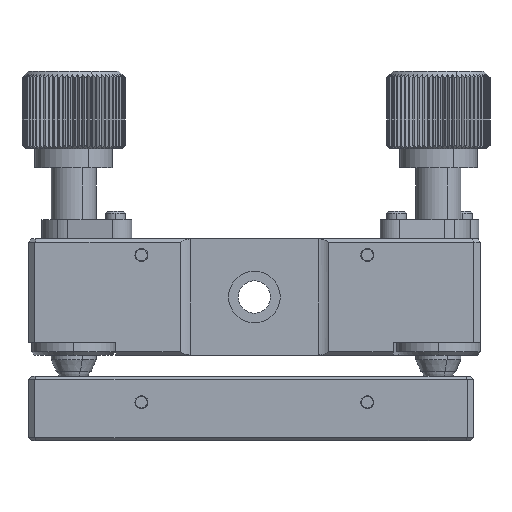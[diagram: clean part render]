
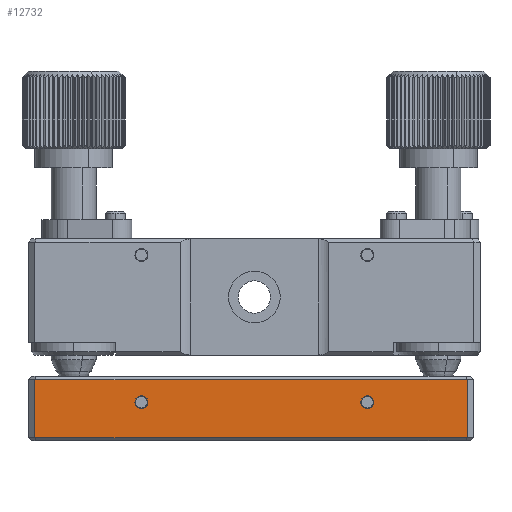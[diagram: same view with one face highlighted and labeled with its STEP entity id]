
A CAD part, left-side view. The second image highlights one B-rep face of the part: STEP entity #12732.
In plain terms, the highlighted planar face has unit normal (-1, 0, 0).
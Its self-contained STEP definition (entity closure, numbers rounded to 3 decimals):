
#1099 = VERTEX_POINT ( 'NONE', #25437 ) ;
#1580 = CARTESIAN_POINT ( 'NONE',  ( -46.393, -30.717, 57.2 ) ) ;
#1903 = AXIS2_PLACEMENT_3D ( 'NONE', #22972, #6914, #17630 ) ;
#2202 = DIRECTION ( 'NONE',  ( 0., 0., 1. ) ) ;
#2260 = CIRCLE ( 'NONE', #26894, 1. ) ;
#2407 = DIRECTION ( 'NONE',  ( 0., 0., -1. ) ) ;
#2415 = VERTEX_POINT ( 'NONE', #13975 ) ;
#2507 = VERTEX_POINT ( 'NONE', #22396 ) ;
#3127 = AXIS2_PLACEMENT_3D ( 'NONE', #13167, #29491, #2202 ) ;
#3138 = VERTEX_POINT ( 'NONE', #35104 ) ;
#4131 = VECTOR ( 'NONE', #10168, 1000. ) ;
#4878 = FACE_OUTER_BOUND ( 'NONE', #20858, .T. ) ;
#4966 = CARTESIAN_POINT ( 'NONE',  ( -46.393, -30.717, 57.7 ) ) ;
#5504 = ORIENTED_EDGE ( 'NONE', *, *, #7253, .F. ) ;
#5593 = ORIENTED_EDGE ( 'NONE', *, *, #20598, .T. ) ;
#6421 = DIRECTION ( 'NONE',  ( 0., 1., 0. ) ) ;
#6475 = CARTESIAN_POINT ( 'NONE',  ( -46.393, 19.783, 52.7 ) ) ;
#6914 = DIRECTION ( 'NONE',  ( -1., 0., 0. ) ) ;
#7253 = EDGE_CURVE ( 'NONE', #11981, #18746, #27588, .T. ) ;
#7476 = ORIENTED_EDGE ( 'NONE', *, *, #21561, .T. ) ;
#7694 = LINE ( 'NONE', #4966, #14383 ) ;
#8787 = LINE ( 'NONE', #11887, #15564 ) ;
#8835 = CARTESIAN_POINT ( 'NONE',  ( -46.393, 19.783, 54.7 ) ) ;
#10042 = DIRECTION ( 'NONE',  ( 0., 0., 1. ) ) ;
#10168 = DIRECTION ( 'NONE',  ( 0., 0., -1. ) ) ;
#10628 = CARTESIAN_POINT ( 'NONE',  ( -46.393, -31.717, 57.7 ) ) ;
#11265 = ORIENTED_EDGE ( 'NONE', *, *, #27058, .T. ) ;
#11887 = CARTESIAN_POINT ( 'NONE',  ( -46.393, -31.717, 48.2 ) ) ;
#11981 = VERTEX_POINT ( 'NONE', #6475 ) ;
#12025 = FACE_BOUND ( 'NONE', #27167, .T. ) ;
#12604 = EDGE_CURVE ( 'NONE', #16735, #1099, #13291, .T. ) ;
#12732 = ADVANCED_FACE ( 'NONE', ( #19260, #12025, #4878 ), #32322, .F. ) ;
#13167 = CARTESIAN_POINT ( 'NONE',  ( -46.393, 19.783, 53.7 ) ) ;
#13291 = CIRCLE ( 'NONE', #27686, 1. ) ;
#13629 = EDGE_CURVE ( 'NONE', #1099, #16735, #33350, .T. ) ;
#13975 = CARTESIAN_POINT ( 'NONE',  ( -46.393, -30.717, 48.2 ) ) ;
#14383 = VECTOR ( 'NONE', #29427, 1000. ) ;
#15368 = DIRECTION ( 'NONE',  ( 0., 0., 1. ) ) ;
#15564 = VECTOR ( 'NONE', #28142, 1000. ) ;
#15946 = DIRECTION ( 'NONE',  ( 1., 0., 0. ) ) ;
#16735 = VERTEX_POINT ( 'NONE', #17766 ) ;
#16998 = EDGE_LOOP ( 'NONE', ( #30800, #5504 ) ) ;
#17029 = CARTESIAN_POINT ( 'NONE',  ( -46.393, 36.283, 57.2 ) ) ;
#17630 = DIRECTION ( 'NONE',  ( 0., 0., 1. ) ) ;
#17724 = DIRECTION ( 'NONE',  ( -1., 0., 0. ) ) ;
#17766 = CARTESIAN_POINT ( 'NONE',  ( -46.393, -15.217, 54.7 ) ) ;
#18158 = VECTOR ( 'NONE', #6421, 1000. ) ;
#18746 = VERTEX_POINT ( 'NONE', #8835 ) ;
#19260 = FACE_BOUND ( 'NONE', #16998, .T. ) ;
#20598 = EDGE_CURVE ( 'NONE', #30831, #3138, #31281, .T. ) ;
#20704 = CARTESIAN_POINT ( 'NONE',  ( -46.393, 36.283, 57.7 ) ) ;
#20705 = CARTESIAN_POINT ( 'NONE',  ( -46.393, -15.217, 53.7 ) ) ;
#20858 = EDGE_LOOP ( 'NONE', ( #11265, #5593, #30903, #7476 ) ) ;
#21036 = LINE ( 'NONE', #20704, #4131 ) ;
#21561 = EDGE_CURVE ( 'NONE', #2507, #2415, #8787, .T. ) ;
#22396 = CARTESIAN_POINT ( 'NONE',  ( -46.393, 36.283, 48.2 ) ) ;
#22972 = CARTESIAN_POINT ( 'NONE',  ( -46.393, -15.217, 53.7 ) ) ;
#23784 = DIRECTION ( 'NONE',  ( -1., 0., 0. ) ) ;
#25437 = CARTESIAN_POINT ( 'NONE',  ( -46.393, -15.217, 52.7 ) ) ;
#26894 = AXIS2_PLACEMENT_3D ( 'NONE', #34318, #17724, #10042 ) ;
#26961 = ORIENTED_EDGE ( 'NONE', *, *, #12604, .F. ) ;
#27058 = EDGE_CURVE ( 'NONE', #2415, #30831, #7694, .T. ) ;
#27167 = EDGE_LOOP ( 'NONE', ( #26961, #33963 ) ) ;
#27588 = CIRCLE ( 'NONE', #3127, 1. ) ;
#27686 = AXIS2_PLACEMENT_3D ( 'NONE', #20705, #23784, #15368 ) ;
#28142 = DIRECTION ( 'NONE',  ( 0., -1., 0. ) ) ;
#29427 = DIRECTION ( 'NONE',  ( 0., 0., 1. ) ) ;
#29491 = DIRECTION ( 'NONE',  ( -1., 0., 0. ) ) ;
#29942 = AXIS2_PLACEMENT_3D ( 'NONE', #10628, #15946, #2407 ) ;
#30798 = EDGE_CURVE ( 'NONE', #3138, #2507, #21036, .T. ) ;
#30800 = ORIENTED_EDGE ( 'NONE', *, *, #33589, .F. ) ;
#30831 = VERTEX_POINT ( 'NONE', #1580 ) ;
#30903 = ORIENTED_EDGE ( 'NONE', *, *, #30798, .T. ) ;
#31281 = LINE ( 'NONE', #17029, #18158 ) ;
#32322 = PLANE ( 'NONE',  #29942 ) ;
#33350 = CIRCLE ( 'NONE', #1903, 1. ) ;
#33589 = EDGE_CURVE ( 'NONE', #18746, #11981, #2260, .T. ) ;
#33963 = ORIENTED_EDGE ( 'NONE', *, *, #13629, .F. ) ;
#34318 = CARTESIAN_POINT ( 'NONE',  ( -46.393, 19.783, 53.7 ) ) ;
#35104 = CARTESIAN_POINT ( 'NONE',  ( -46.393, 36.283, 57.2 ) ) ;
